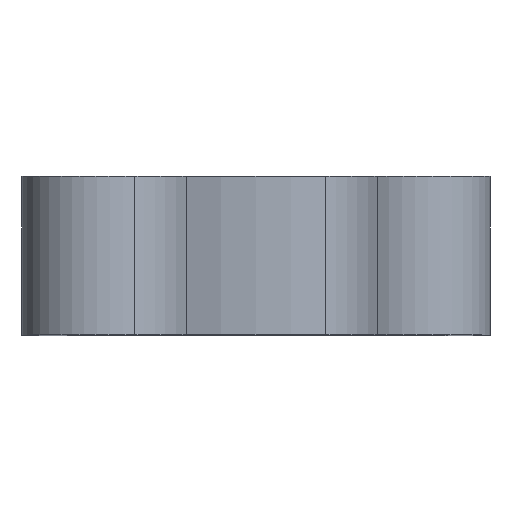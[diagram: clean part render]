
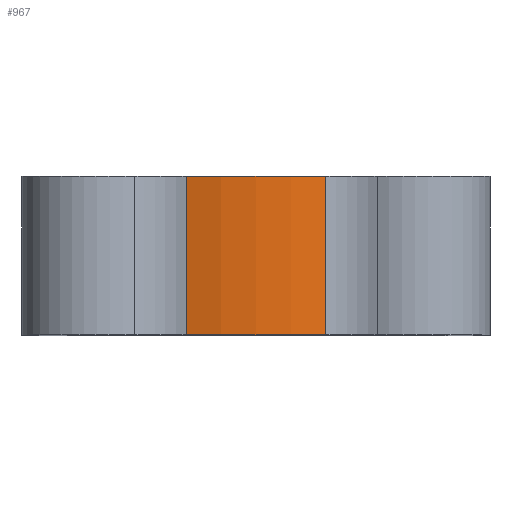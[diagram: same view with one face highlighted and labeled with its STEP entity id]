
A CAD part, top view. The second image highlights one B-rep face of the part: STEP entity #967.
In plain terms, the highlighted cylindrical face has radius 10.16 mm (diameter 20.32 mm), a partial arc.
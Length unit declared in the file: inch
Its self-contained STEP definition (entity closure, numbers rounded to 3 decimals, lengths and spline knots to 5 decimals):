
#216 = DIRECTION ( 'NONE',  ( 0., -1., 0. ) ) ;
#967 = ADVANCED_FACE ( 'NONE', ( #3368 ), #9673, .T. ) ;
#1345 = ORIENTED_EDGE ( 'NONE', *, *, #6356, .F. ) ;
#1406 = CARTESIAN_POINT ( 'NONE',  ( 0.12095, 0.375, 0.38128 ) ) ;
#1748 = CARTESIAN_POINT ( 'NONE',  ( -0.12095, 0.1, 0.38128 ) ) ;
#1837 = DIRECTION ( 'NONE',  ( 0., 0., -1. ) ) ;
#2832 = DIRECTION ( 'NONE',  ( 0., 1., 0. ) ) ;
#2999 = CARTESIAN_POINT ( 'NONE',  ( -0.12095, 0.375, 0.38128 ) ) ;
#3368 = FACE_OUTER_BOUND ( 'NONE', #10655, .T. ) ;
#4261 = DIRECTION ( 'NONE',  ( 0., 0., 1. ) ) ;
#4624 = LINE ( 'NONE', #1406, #11865 ) ;
#4725 = AXIS2_PLACEMENT_3D ( 'NONE', #17082, #6875, #7007 ) ;
#5145 = ORIENTED_EDGE ( 'NONE', *, *, #12246, .T. ) ;
#6356 = EDGE_CURVE ( 'NONE', #17431, #18389, #11496, .T. ) ;
#6595 = VERTEX_POINT ( 'NONE', #14780 ) ;
#6875 = DIRECTION ( 'NONE',  ( 0., 1., 0. ) ) ;
#7007 = DIRECTION ( 'NONE',  ( 0., 0., 1. ) ) ;
#7790 = CARTESIAN_POINT ( 'NONE',  ( 0.12095, 0.375, 0.38128 ) ) ;
#9673 = CYLINDRICAL_SURFACE ( 'NONE', #14694, 0.4 ) ;
#9788 = CIRCLE ( 'NONE', #4725, 0.4 ) ;
#10108 = VERTEX_POINT ( 'NONE', #1748 ) ;
#10140 = LINE ( 'NONE', #17703, #17626 ) ;
#10398 = AXIS2_PLACEMENT_3D ( 'NONE', #11482, #2832, #4261 ) ;
#10475 = CARTESIAN_POINT ( 'NONE',  ( 0., 0.375, 0. ) ) ;
#10655 = EDGE_LOOP ( 'NONE', ( #1345, #13020, #12055, #5145 ) ) ;
#11482 = CARTESIAN_POINT ( 'NONE',  ( 0., 0.375, 0. ) ) ;
#11496 = CIRCLE ( 'NONE', #10398, 0.4 ) ;
#11865 = VECTOR ( 'NONE', #12763, 39.37008 ) ;
#12055 = ORIENTED_EDGE ( 'NONE', *, *, #13070, .T. ) ;
#12246 = EDGE_CURVE ( 'NONE', #6595, #18389, #4624, .T. ) ;
#12763 = DIRECTION ( 'NONE',  ( 0., 1., 0. ) ) ;
#13020 = ORIENTED_EDGE ( 'NONE', *, *, #15843, .T. ) ;
#13070 = EDGE_CURVE ( 'NONE', #10108, #6595, #9788, .T. ) ;
#14694 = AXIS2_PLACEMENT_3D ( 'NONE', #10475, #17834, #1837 ) ;
#14780 = CARTESIAN_POINT ( 'NONE',  ( 0.12095, 0.1, 0.38128 ) ) ;
#15843 = EDGE_CURVE ( 'NONE', #17431, #10108, #10140, .T. ) ;
#17082 = CARTESIAN_POINT ( 'NONE',  ( 0., 0.1, 0. ) ) ;
#17431 = VERTEX_POINT ( 'NONE', #2999 ) ;
#17626 = VECTOR ( 'NONE', #216, 39.37008 ) ;
#17703 = CARTESIAN_POINT ( 'NONE',  ( -0.12095, 0.375, 0.38128 ) ) ;
#17834 = DIRECTION ( 'NONE',  ( 0., -1., 0. ) ) ;
#18389 = VERTEX_POINT ( 'NONE', #7790 ) ;
